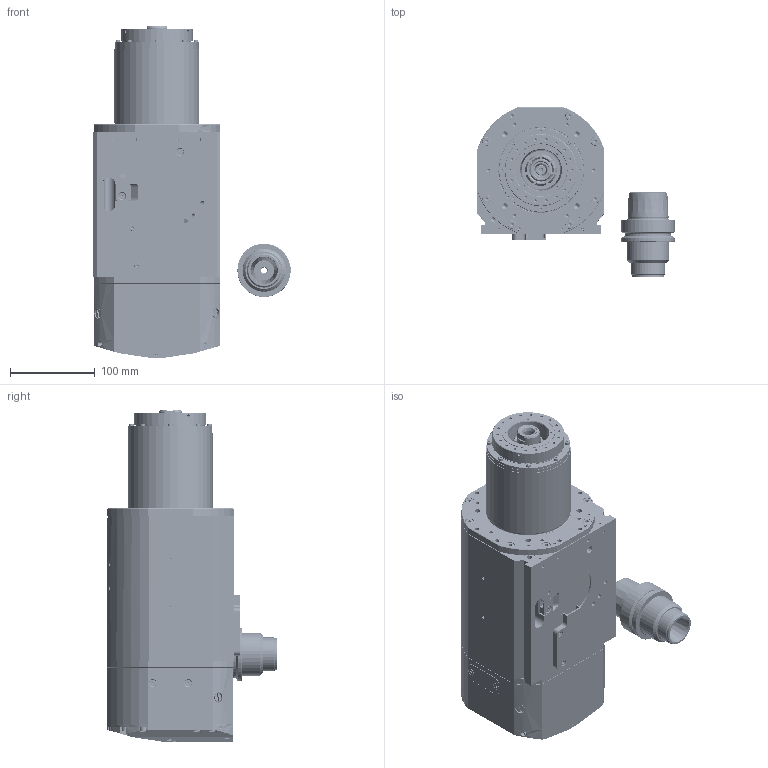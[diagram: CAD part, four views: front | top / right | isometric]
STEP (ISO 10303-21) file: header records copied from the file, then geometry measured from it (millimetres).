
FILE_DESCRIPTION (( 'STEP AP214' ), '1' );
FILE_NAME ('GDL75Y-HSK63E-24Z-20三维..STEP', '2024-05-23T10:09:01', ( '电脑' ), ( '' ), 'SwSTEP 2.0', 'SolidWorks 2018', '' );
FILE_SCHEMA (( 'AUTOMOTIVE_DESIGN' ));
Length unit declared in the file: millimetre
Products named in the file (49): ァ詰綴裔剞攜蚾饜; HSK63E-ER32絮梟; ァ詰弅; GBT70.3_M4¡Á12; ァ詰綴裔; GBT818_M4℅8; GBT77_M4｡ﾁ6; 滅鳥裔; MIS.step; 隅赽; 綴粣創釱; 揤盄啣; GBT70.1_M4｡ﾁ6; 儂褲; GBT77_M4｡ﾁ4; 接近开关_刀具弹出; GBT70.1_M5¡Á12; GBT77_M5｡ﾁ6; GBT70.3_M4¡Á10; HSK63A嶺絮儂凳; GBT77_M6｡ﾁ6; ァ郲; GDL75Y-HSK63E-24Z-20三维.; 秏秞ん; 盄標; GBT70.2_M4¡Á10; GBT70.1_M5¡Á80; 裔啣砎蝶菜; ァ詰窒璃剞攜蚾饜; DIN913_M14｡ﾁ1｡ﾁ10; 接近开关维护盖板; DIN7984_M6℅20; 蛌赽粣63E; ヶ傷裔; DIN7984_M6℅16; DIN913_M10℅10; GBT78_M5｡ﾁ6; GBT70.2_M5｡ﾁ6; GBT70.1_M4¡Á16; 譎僧遠 ...
Assembly tree (119 placements, depth 4):
  GDL75Y-HSK63E-24Z-20三维.
    隅赽
      儂褲
      DIN913_M14｡ﾁ1｡ﾁ10
      GBT77_M5｡ﾁ6  x2
      ァ郲
      GBT78_M5｡ﾁ6  x4
    綴粣創釱
    蛌赽粣63E
      粣63E
      HSK63A嶺絮儂凳
        HSK63A嶺蛈え  x7
        HSK63A嶺間杶
        M14｡ﾁ1.5｡ﾁ12S5ﾂﾝｶ､
      ヶ傷裔
      GBT77_M6｡ﾁ6  x2
      GBT77_M4｡ﾁ4
    譎僧遠
    滅鳥裔
    ァ詰窒璃剞攜蚾饜
      ァ詰弅剞攜蚾饜
        ァ詰弅
        秏秞ん  x2
        接近开关_刀具弹出
        諉輪羲壽_嶺絮
        諉輪羲壽嘐隅輸  x2
        GBT70.2_M4¡Á10  x2
        DIN913_M10℅10  x2
      ァ詰綴裔剞攜蚾饜
        ァ詰綴裔
        GBT70.2_M5｡ﾁ6  x2
        GBT70.1_M3｡ﾁ8  x3
        GBT77_M4｡ﾁ6  x3
        GBT77_M5｡ﾁ6
      裔啣砎蝶菜  x3
      接近开关维护盖板  x3
      GBT70.3_M4¡Á10  x6
      GBT70.1_M5¡Á12  x4
      GBT70.1_M5¡Á80  x8
    盄標
    揤盄啣
    DIN7984_M6℅16  x8
    GBT70.1_M5¡Á12
    DIN7984_M6℅20  x8
    GBT70.3_M4¡Á10  x4
    GBT70.1_M4¡Á16  x2
    GBT70.1_M3｡ﾁ8  x8
    GBT78_M4℅10  x3
    GBT818_M4℅8
    GBT70.1_M4｡ﾁ6  x2
    GBT70.3_M4¡Á12
    MIS.step
    HSK63E-ER32絮梟
Bounding box: 232.96 x 200.93 x 391.6 mm (x, y, z)
Volume: 2905613.6 mm3; surface area: 760527.1 mm2
Topology: 114 solids, 115 shells, 3771 faces, 9247 edges, 5692 vertices
Faces by surface type: cylinder 1352, plane 1277, cone 830, torus 300, bspline 10, sphere 2
Entity records: 82940 total; most frequent: CARTESIAN_POINT 18571, DIRECTION 12542, ORIENTED_EDGE 11254, EDGE_CURVE 5627, AXIS2_PLACEMENT_3D 5042, VERTEX_POINT 3575, EDGE_LOOP 2908, CIRCLE 2554
